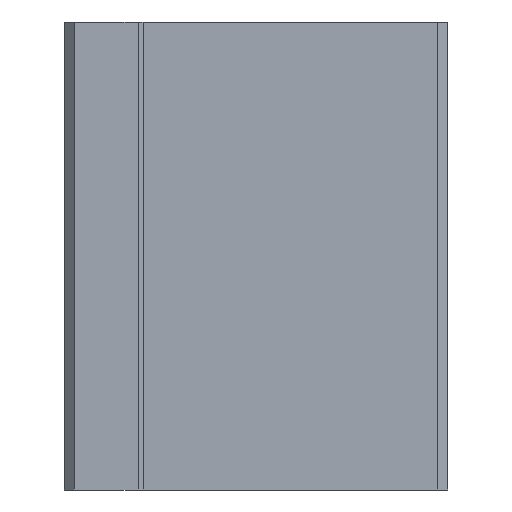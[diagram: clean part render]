
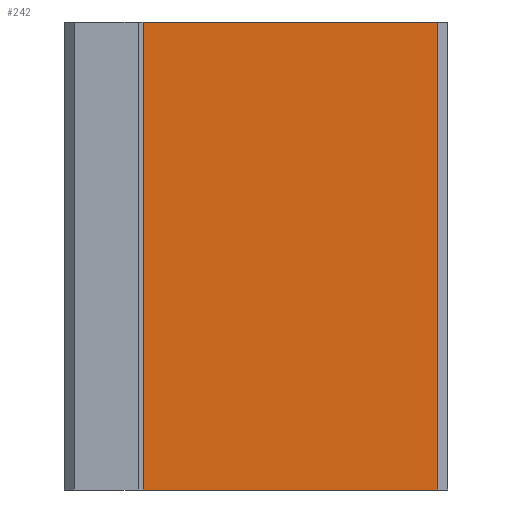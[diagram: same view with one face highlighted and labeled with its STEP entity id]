
A CAD part, left-side view. The second image highlights one B-rep face of the part: STEP entity #242.
In plain terms, the highlighted planar face has unit normal (-1, 0, 0).
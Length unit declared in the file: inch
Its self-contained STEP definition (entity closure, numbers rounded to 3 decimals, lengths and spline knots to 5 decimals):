
#181 = DIRECTION ( 'NONE',  ( 0., 1., 0. ) ) ;
#185 = PLANE ( 'NONE',  #1319 ) ;
#242 = ADVANCED_FACE ( 'NONE', ( #1911 ), #185, .T. ) ;
#329 = CARTESIAN_POINT ( 'NONE',  ( -0.93701, 0.62205, 0. ) ) ;
#334 = CARTESIAN_POINT ( 'NONE',  ( -0.93701, 0.62205, -1.8752 ) ) ;
#384 = CARTESIAN_POINT ( 'NONE',  ( -0.93701, 0.62205, -1.8752 ) ) ;
#441 = VERTEX_POINT ( 'NONE', #329 ) ;
#449 = CARTESIAN_POINT ( 'NONE',  ( -0.93701, 0.62205, 0. ) ) ;
#492 = VECTOR ( 'NONE', #1202, 39.37008 ) ;
#514 = EDGE_LOOP ( 'NONE', ( #2187, #2079, #1802, #2654 ) ) ;
#621 = LINE ( 'NONE', #449, #2811 ) ;
#624 = CARTESIAN_POINT ( 'NONE',  ( -0.93701, 0.62205, -1.8752 ) ) ;
#769 = CARTESIAN_POINT ( 'NONE',  ( -0.93701, -0.55787, -1.8752 ) ) ;
#805 = DIRECTION ( 'NONE',  ( 0., 0., 1. ) ) ;
#976 = VERTEX_POINT ( 'NONE', #769 ) ;
#1094 = VERTEX_POINT ( 'NONE', #624 ) ;
#1116 = CARTESIAN_POINT ( 'NONE',  ( -0.93701, -0.55787, 0. ) ) ;
#1163 = VECTOR ( 'NONE', #2443, 39.37008 ) ;
#1190 = EDGE_CURVE ( 'NONE', #441, #1094, #1463, .T. ) ;
#1202 = DIRECTION ( 'NONE',  ( 0., -1., 0. ) ) ;
#1319 = AXIS2_PLACEMENT_3D ( 'NONE', #1695, #2355, #805 ) ;
#1410 = LINE ( 'NONE', #334, #492 ) ;
#1463 = LINE ( 'NONE', #384, #1163 ) ;
#1574 = LINE ( 'NONE', #2703, #1884 ) ;
#1695 = CARTESIAN_POINT ( 'NONE',  ( -0.93701, 0.62205, -1.8752 ) ) ;
#1802 = ORIENTED_EDGE ( 'NONE', *, *, #2108, .T. ) ;
#1859 = VERTEX_POINT ( 'NONE', #1116 ) ;
#1884 = VECTOR ( 'NONE', #2005, 39.37008 ) ;
#1911 = FACE_OUTER_BOUND ( 'NONE', #514, .T. ) ;
#2005 = DIRECTION ( 'NONE',  ( 0., 0., 1. ) ) ;
#2079 = ORIENTED_EDGE ( 'NONE', *, *, #1190, .T. ) ;
#2108 = EDGE_CURVE ( 'NONE', #1094, #976, #1410, .T. ) ;
#2187 = ORIENTED_EDGE ( 'NONE', *, *, #2601, .T. ) ;
#2355 = DIRECTION ( 'NONE',  ( -1., 0., 0. ) ) ;
#2443 = DIRECTION ( 'NONE',  ( 0., 0., -1. ) ) ;
#2601 = EDGE_CURVE ( 'NONE', #1859, #441, #621, .T. ) ;
#2654 = ORIENTED_EDGE ( 'NONE', *, *, #2770, .T. ) ;
#2703 = CARTESIAN_POINT ( 'NONE',  ( -0.93701, -0.55787, -1.8752 ) ) ;
#2770 = EDGE_CURVE ( 'NONE', #976, #1859, #1574, .T. ) ;
#2811 = VECTOR ( 'NONE', #181, 39.37008 ) ;
